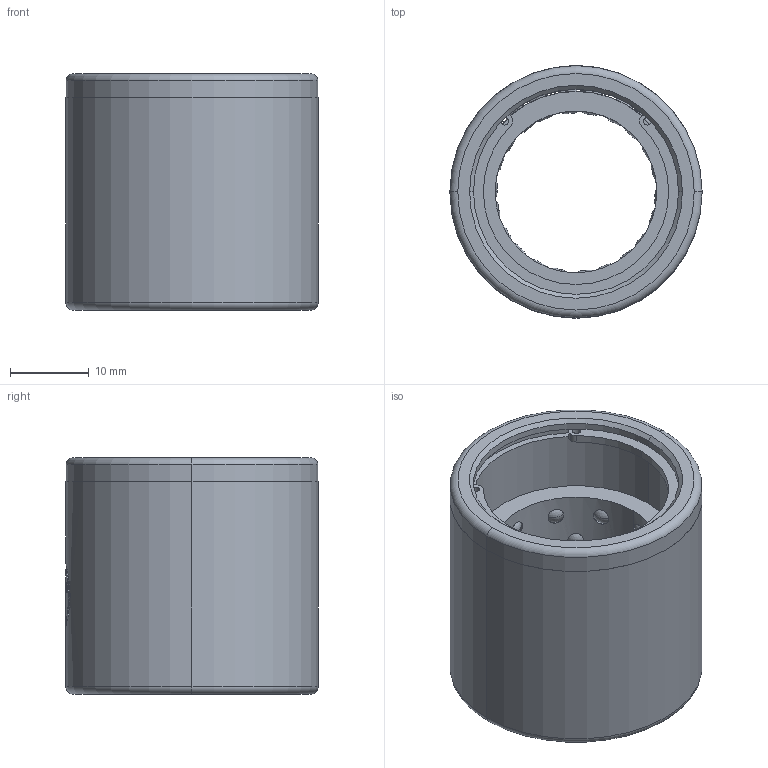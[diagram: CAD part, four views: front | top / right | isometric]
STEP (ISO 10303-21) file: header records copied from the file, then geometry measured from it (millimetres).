
FILE_DESCRIPTION (( 'STEP AP214' ), '1' );
FILE_NAME ('GBBL-D32-d20-L30.STEP', '2021-08-06T08:24:25', ( 'User' ), ( 'china' ), 'SwSTEP 2.0', 'SolidWorks 2016', '' );
FILE_SCHEMA (( 'AUTOMOTIVE_DESIGN' ));
Length unit declared in the file: millimetre
Products named in the file (6): BSH紩杶-d20-L17.5; 紩-D3; GBBL囀縐-D25.5; GBBL-D32-L30; GBBL-D32-d20-L30
Assembly tree (49 placements, depth 3):
  GBBL-D32-d20-L30
    GBBL-D32-L30
    GBBL囀縐-D25.5  x2
    BSH紩杶-d20-L17.5
      BSH紩杶-d20-L17.5
      紩-D3  x44
Bounding box: 32 x 32 x 30 mm (x, y, z)
Volume: 11239.7 mm3; surface area: 11874.1 mm2
Topology: 48 solids, 48 shells, 261 faces, 1012 edges, 672 vertices
Faces by surface type: sphere 176, cylinder 56, plane 21, cone 4, torus 4
Entity records: 8831 total; most frequent: CARTESIAN_POINT 4256, ORIENTED_EDGE 894, DIRECTION 829, EDGE_CURVE 447, AXIS2_PLACEMENT_3D 381, VERTEX_POINT 296, EDGE_LOOP 257, B_SPLINE_CURVE_WITH_KNOTS 208
